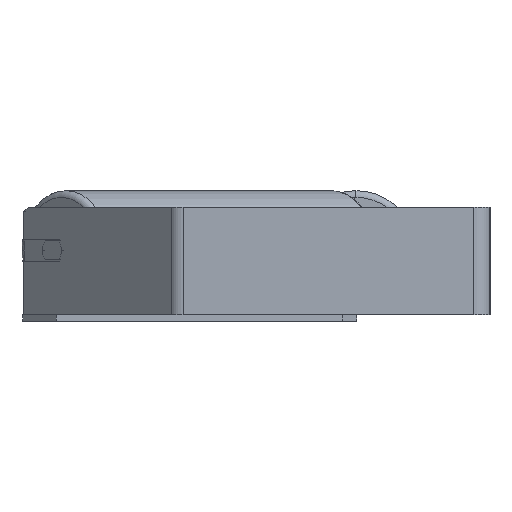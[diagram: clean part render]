
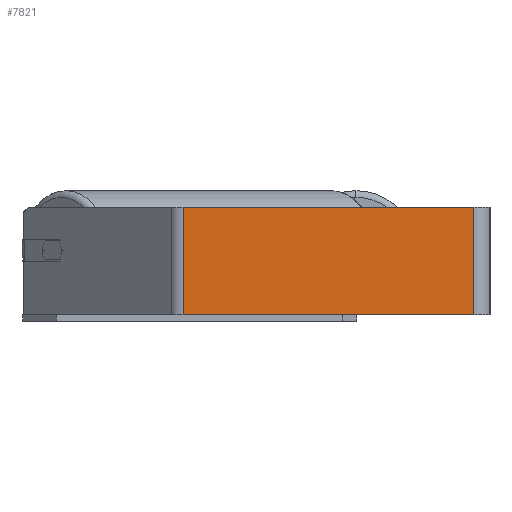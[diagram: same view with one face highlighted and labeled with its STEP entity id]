
A CAD part, left-side view. The second image highlights one B-rep face of the part: STEP entity #7821.
In plain terms, the highlighted planar face has unit normal (-1, 0, 0).
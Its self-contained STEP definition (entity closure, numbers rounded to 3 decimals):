
#46 = ORIENTED_EDGE ( 'NONE', *, *, #8301, .F. ) ;
#71 = EDGE_LOOP ( 'NONE', ( #771, #46, #7667, #8553 ) ) ;
#275 = LINE ( 'NONE', #4291, #6842 ) ;
#494 = CARTESIAN_POINT ( 'NONE',  ( -490., 12., 40. ) ) ;
#717 = VECTOR ( 'NONE', #7983, 1000. ) ;
#771 = ORIENTED_EDGE ( 'NONE', *, *, #5221, .T. ) ;
#868 = CARTESIAN_POINT ( 'NONE',  ( -490., 228.921, 40. ) ) ;
#1132 = FACE_OUTER_BOUND ( 'NONE', #71, .T. ) ;
#1466 = AXIS2_PLACEMENT_3D ( 'NONE', #3921, #1861, #1684 ) ;
#1684 = DIRECTION ( 'NONE',  ( 0., 0., -1. ) ) ;
#1691 = LINE ( 'NONE', #7274, #717 ) ;
#1697 = VERTEX_POINT ( 'NONE', #868 ) ;
#1726 = PLANE ( 'NONE',  #1466 ) ;
#1861 = DIRECTION ( 'NONE',  ( 1., 0., 0. ) ) ;
#1920 = DIRECTION ( 'NONE',  ( 0., -1., 0. ) ) ;
#2941 = CARTESIAN_POINT ( 'NONE',  ( -490., 12., 40. ) ) ;
#3046 = DIRECTION ( 'NONE',  ( 0., -1., 0. ) ) ;
#3673 = VECTOR ( 'NONE', #5378, 1000. ) ;
#3921 = CARTESIAN_POINT ( 'NONE',  ( -490., 233.891, 40. ) ) ;
#4291 = CARTESIAN_POINT ( 'NONE',  ( -490., 233.891, -40. ) ) ;
#4631 = VECTOR ( 'NONE', #1920, 1000. ) ;
#4945 = EDGE_CURVE ( 'NONE', #1697, #5852, #6724, .T. ) ;
#5221 = EDGE_CURVE ( 'NONE', #7406, #8942, #275, .T. ) ;
#5378 = DIRECTION ( 'NONE',  ( 0., 0., -1. ) ) ;
#5852 = VERTEX_POINT ( 'NONE', #2941 ) ;
#5981 = CARTESIAN_POINT ( 'NONE',  ( -490., 12., -40. ) ) ;
#6082 = CARTESIAN_POINT ( 'NONE',  ( -490., 233.891, 40. ) ) ;
#6352 = EDGE_CURVE ( 'NONE', #1697, #7406, #1691, .T. ) ;
#6724 = LINE ( 'NONE', #6082, #4631 ) ;
#6756 = LINE ( 'NONE', #494, #3673 ) ;
#6842 = VECTOR ( 'NONE', #3046, 1000. ) ;
#7194 = CARTESIAN_POINT ( 'NONE',  ( -490., 228.921, -40. ) ) ;
#7274 = CARTESIAN_POINT ( 'NONE',  ( -490., 228.921, 40. ) ) ;
#7406 = VERTEX_POINT ( 'NONE', #7194 ) ;
#7667 = ORIENTED_EDGE ( 'NONE', *, *, #4945, .F. ) ;
#7821 = ADVANCED_FACE ( 'NONE', ( #1132 ), #1726, .F. ) ;
#7983 = DIRECTION ( 'NONE',  ( 0., 0., -1. ) ) ;
#8301 = EDGE_CURVE ( 'NONE', #5852, #8942, #6756, .T. ) ;
#8553 = ORIENTED_EDGE ( 'NONE', *, *, #6352, .T. ) ;
#8942 = VERTEX_POINT ( 'NONE', #5981 ) ;
